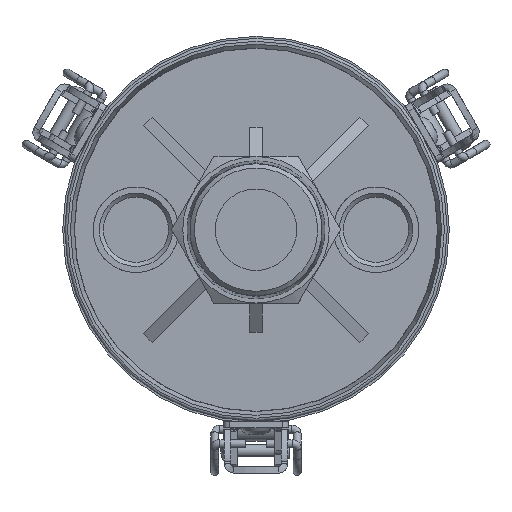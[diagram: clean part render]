
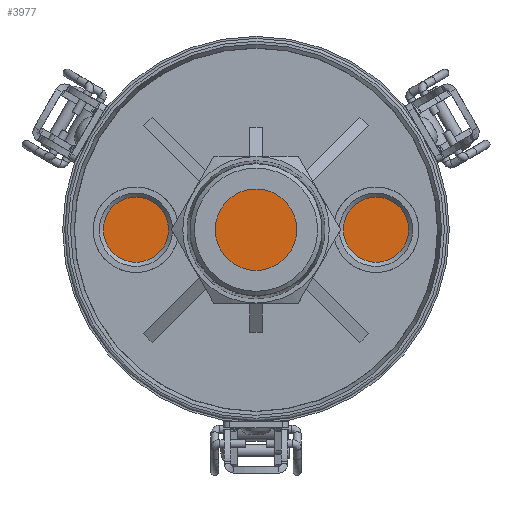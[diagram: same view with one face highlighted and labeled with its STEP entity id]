
A CAD part, front view. The second image highlights one B-rep face of the part: STEP entity #3977.
In plain terms, the highlighted planar face has unit normal (0, -1, 0).
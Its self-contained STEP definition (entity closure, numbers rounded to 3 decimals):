
#155 = CARTESIAN_POINT ( 'NONE',  ( 0., 158., 0. ) ) ;
#576 = FACE_OUTER_BOUND ( 'NONE', #5685, .T. ) ;
#858 = CARTESIAN_POINT ( 'NONE',  ( -2.05, 158., -35. ) ) ;
#1213 = VERTEX_POINT ( 'NONE', #18176 ) ;
#1669 = EDGE_CURVE ( 'NONE', #39178, #39178, #15212, .T. ) ;
#1768 = ORIENTED_EDGE ( 'NONE', *, *, #16922, .T. ) ;
#2587 = CIRCLE ( 'NONE', #22750, 39. ) ;
#3256 = CIRCLE ( 'NONE', #25505, 2.05 ) ;
#3775 = EDGE_LOOP ( 'NONE', ( #6787 ) ) ;
#3977 = ADVANCED_FACE ( 'NONE', ( #17081, #13794, #30394, #20576, #16646, #30823, #576 ), #19915, .F. ) ;
#4335 = DIRECTION ( 'NONE',  ( -0.5, 0., 0.866 ) ) ;
#5685 = EDGE_LOOP ( 'NONE', ( #1768 ) ) ;
#5904 = EDGE_CURVE ( 'NONE', #23922, #23922, #34795, .T. ) ;
#6498 = EDGE_CURVE ( 'NONE', #41725, #41725, #24222, .T. ) ;
#6787 = ORIENTED_EDGE ( 'NONE', *, *, #8123, .T. ) ;
#6886 = ORIENTED_EDGE ( 'NONE', *, *, #5904, .T. ) ;
#7405 = EDGE_LOOP ( 'NONE', ( #6886 ) ) ;
#7885 = EDGE_LOOP ( 'NONE', ( #9182 ) ) ;
#8123 = EDGE_CURVE ( 'NONE', #41299, #41299, #42243, .T. ) ;
#8215 = CARTESIAN_POINT ( 'NONE',  ( 21.651, 158., 12.5 ) ) ;
#9182 = ORIENTED_EDGE ( 'NONE', *, *, #16665, .T. ) ;
#11118 = DIRECTION ( 'NONE',  ( 0., 1., 0. ) ) ;
#11441 = CARTESIAN_POINT ( 'NONE',  ( 0., 158., -35. ) ) ;
#11443 = DIRECTION ( 'NONE',  ( 0., -1., 0. ) ) ;
#13149 = DIRECTION ( 'NONE',  ( 0.5, 0., -0.866 ) ) ;
#13352 = DIRECTION ( 'NONE',  ( 0., 1., 0. ) ) ;
#13794 = FACE_BOUND ( 'NONE', #13955, .T. ) ;
#13955 = EDGE_LOOP ( 'NONE', ( #22954 ) ) ;
#14333 = EDGE_LOOP ( 'NONE', ( #34022 ) ) ;
#14359 = CARTESIAN_POINT ( 'NONE',  ( 30.311, 158., 17.5 ) ) ;
#14386 = CARTESIAN_POINT ( 'NONE',  ( 0., 158., -25. ) ) ;
#14751 = DIRECTION ( 'NONE',  ( 0.5, 0., 0.866 ) ) ;
#15212 = CIRCLE ( 'NONE', #17337, 2.05 ) ;
#15794 = AXIS2_PLACEMENT_3D ( 'NONE', #8215, #21531, #40882 ) ;
#16646 = FACE_BOUND ( 'NONE', #3775, .T. ) ;
#16665 = EDGE_CURVE ( 'NONE', #21020, #21020, #3256, .T. ) ;
#16922 = EDGE_CURVE ( 'NONE', #1213, #1213, #2587, .T. ) ;
#17081 = FACE_BOUND ( 'NONE', #7885, .T. ) ;
#17337 = AXIS2_PLACEMENT_3D ( 'NONE', #18999, #18790, #29277 ) ;
#17587 = VERTEX_POINT ( 'NONE', #23284 ) ;
#17661 = DIRECTION ( 'NONE',  ( 0., 1., 0. ) ) ;
#18176 = CARTESIAN_POINT ( 'NONE',  ( -19.5, 158., 33.775 ) ) ;
#18486 = CARTESIAN_POINT ( 'NONE',  ( -21.651, 158., 12.5 ) ) ;
#18790 = DIRECTION ( 'NONE',  ( 0., 1., 0. ) ) ;
#18999 = CARTESIAN_POINT ( 'NONE',  ( -30.311, 158., 17.5 ) ) ;
#19915 = PLANE ( 'NONE',  #27094 ) ;
#20576 = FACE_BOUND ( 'NONE', #7405, .T. ) ;
#21020 = VERTEX_POINT ( 'NONE', #24523 ) ;
#21531 = DIRECTION ( 'NONE',  ( 0., 1., 0. ) ) ;
#22750 = AXIS2_PLACEMENT_3D ( 'NONE', #31735, #11443, #4335 ) ;
#22954 = ORIENTED_EDGE ( 'NONE', *, *, #1669, .T. ) ;
#23284 = CARTESIAN_POINT ( 'NONE',  ( 31.336, 158., 15.725 ) ) ;
#23922 = VERTEX_POINT ( 'NONE', #858 ) ;
#24222 = CIRCLE ( 'NONE', #29802, 2.05 ) ;
#24464 = DIRECTION ( 'NONE',  ( -1., 0., 0. ) ) ;
#24523 = CARTESIAN_POINT ( 'NONE',  ( -20.626, 158., 14.275 ) ) ;
#24556 = DIRECTION ( 'NONE',  ( -1., 0., 0. ) ) ;
#24613 = DIRECTION ( 'NONE',  ( 0., 1., 0. ) ) ;
#25447 = DIRECTION ( 'NONE',  ( 0., 1., 0. ) ) ;
#25498 = CARTESIAN_POINT ( 'NONE',  ( -29.286, 158., 19.275 ) ) ;
#25505 = AXIS2_PLACEMENT_3D ( 'NONE', #18486, #24613, #14751 ) ;
#25786 = AXIS2_PLACEMENT_3D ( 'NONE', #11441, #25447, #24556 ) ;
#27094 = AXIS2_PLACEMENT_3D ( 'NONE', #155, #13352, #13149 ) ;
#27402 = CIRCLE ( 'NONE', #28793, 2.05 ) ;
#27844 = CARTESIAN_POINT ( 'NONE',  ( 22.676, 158., 10.725 ) ) ;
#28266 = CARTESIAN_POINT ( 'NONE',  ( -2.05, 158., -25. ) ) ;
#28793 = AXIS2_PLACEMENT_3D ( 'NONE', #14359, #17661, #34232 ) ;
#28922 = ORIENTED_EDGE ( 'NONE', *, *, #32946, .T. ) ;
#29277 = DIRECTION ( 'NONE',  ( 0.5, 0., 0.866 ) ) ;
#29802 = AXIS2_PLACEMENT_3D ( 'NONE', #14386, #11118, #24464 ) ;
#30394 = FACE_BOUND ( 'NONE', #14333, .T. ) ;
#30823 = FACE_BOUND ( 'NONE', #30906, .T. ) ;
#30906 = EDGE_LOOP ( 'NONE', ( #28922 ) ) ;
#31735 = CARTESIAN_POINT ( 'NONE',  ( 0., 158., 0. ) ) ;
#32946 = EDGE_CURVE ( 'NONE', #17587, #17587, #27402, .T. ) ;
#34022 = ORIENTED_EDGE ( 'NONE', *, *, #6498, .T. ) ;
#34232 = DIRECTION ( 'NONE',  ( 0.5, 0., -0.866 ) ) ;
#34795 = CIRCLE ( 'NONE', #25786, 2.05 ) ;
#39178 = VERTEX_POINT ( 'NONE', #25498 ) ;
#40882 = DIRECTION ( 'NONE',  ( 0.5, 0., -0.866 ) ) ;
#41299 = VERTEX_POINT ( 'NONE', #27844 ) ;
#41725 = VERTEX_POINT ( 'NONE', #28266 ) ;
#42243 = CIRCLE ( 'NONE', #15794, 2.05 ) ;
